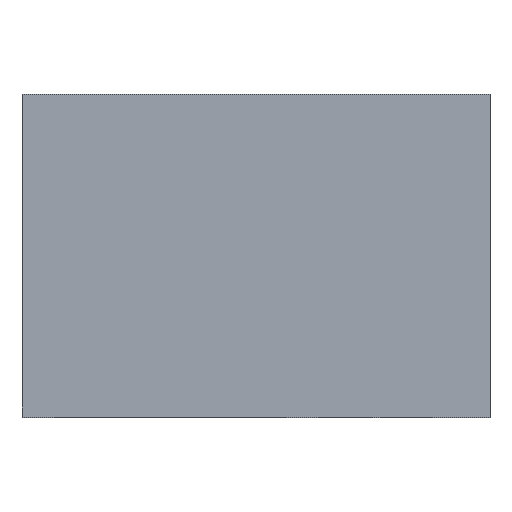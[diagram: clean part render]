
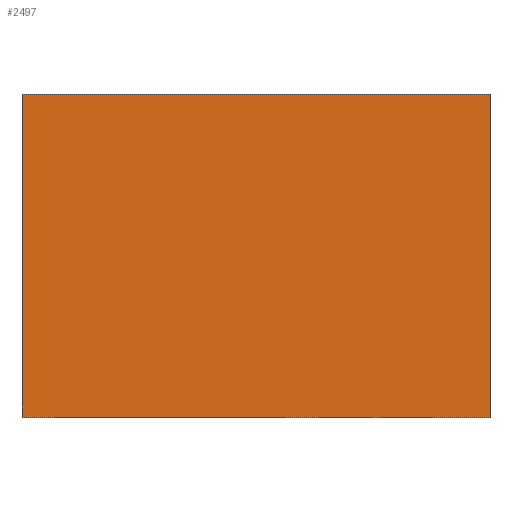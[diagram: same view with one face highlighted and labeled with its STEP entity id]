
A CAD part, top view. The second image highlights one B-rep face of the part: STEP entity #2497.
In plain terms, the highlighted planar face has unit normal (0, 0, 1).
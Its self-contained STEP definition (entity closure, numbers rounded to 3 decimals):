
#128=FACE_OUTER_BOUND('',#264,.T.);
#264=EDGE_LOOP('',(#1634,#1635,#1636,#1637));
#425=LINE('',#3318,#716);
#444=LINE('',#3353,#735);
#446=LINE('',#3357,#737);
#447=LINE('',#3358,#738);
#716=VECTOR('',#2790,1000.);
#735=VECTOR('',#2823,1000.);
#737=VECTOR('',#2827,1000.);
#738=VECTOR('',#2828,1000.);
#1001=VERTEX_POINT('',#3315);
#1002=VERTEX_POINT('',#3317);
#1011=VERTEX_POINT('',#3352);
#1012=VERTEX_POINT('',#3356);
#1237=EDGE_CURVE('',#1001,#1002,#425,.T.);
#1256=EDGE_CURVE('',#1011,#1002,#444,.T.);
#1258=EDGE_CURVE('',#1012,#1001,#446,.T.);
#1259=EDGE_CURVE('',#1011,#1012,#447,.T.);
#1634=ORIENTED_EDGE('',*,*,#1258,.F.);
#1635=ORIENTED_EDGE('',*,*,#1259,.F.);
#1636=ORIENTED_EDGE('',*,*,#1256,.T.);
#1637=ORIENTED_EDGE('',*,*,#1237,.F.);
#2257=PLANE('',#2644);
#2497=ADVANCED_FACE('',(#128),#2257,.F.);
#2644=AXIS2_PLACEMENT_3D('',#3355,#2825,#2826);
#2790=DIRECTION('',(1.,0.,0.));
#2823=DIRECTION('',(0.,1.,0.));
#2825=DIRECTION('center_axis',(0.,0.,-1.));
#2826=DIRECTION('ref_axis',(-1.,0.,0.));
#2827=DIRECTION('',(0.,1.,0.));
#2828=DIRECTION('',(-1.,0.,0.));
#3315=CARTESIAN_POINT('',(-5.8,4.225,5.08));
#3317=CARTESIAN_POINT('',(5.8,4.225,5.08));
#3318=CARTESIAN_POINT('',(5.8,4.225,5.08));
#3352=CARTESIAN_POINT('',(5.8,-3.775,5.08));
#3353=CARTESIAN_POINT('',(5.8,-3.775,5.08));
#3355=CARTESIAN_POINT('Origin',(5.8,-3.775,5.08));
#3356=CARTESIAN_POINT('',(-5.8,-3.775,5.08));
#3357=CARTESIAN_POINT('',(-5.8,-3.775,5.08));
#3358=CARTESIAN_POINT('',(5.8,-3.775,5.08));
